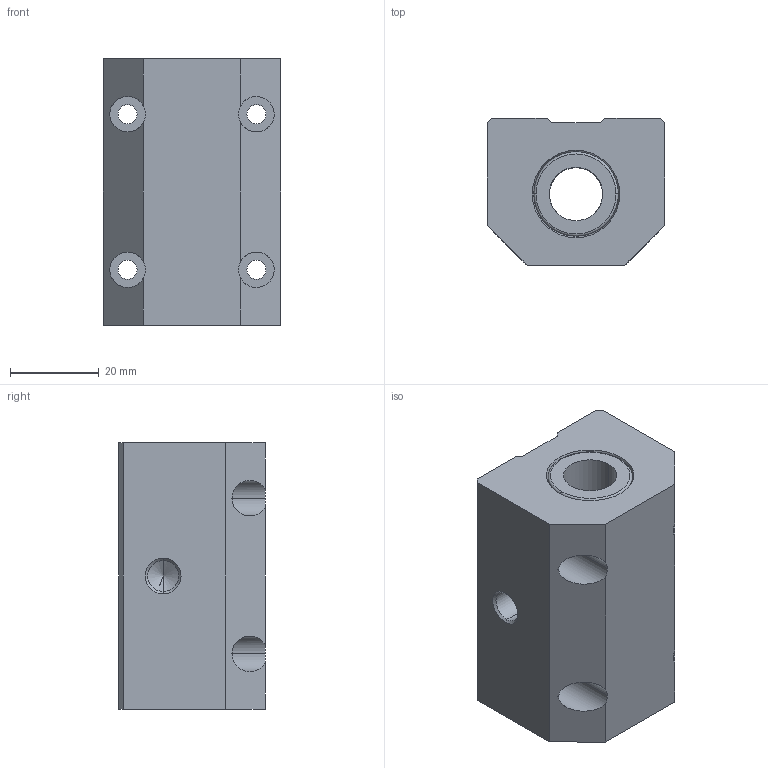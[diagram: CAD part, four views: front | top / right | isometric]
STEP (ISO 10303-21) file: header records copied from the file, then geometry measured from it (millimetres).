
FILE_DESCRIPTION (( 'STEP AP203' ), '1' );
FILE_NAME ('EGTC12.STEP', '2013-11-22T09:20:55', ( 'admin' ), ( '' ), 'SwSTEP 2.0', 'SolidWorks 2013', '' );
FILE_SCHEMA (( 'CONFIG_CONTROL_DESIGN' ));
Length unit declared in the file: millimetre
Products named in the file (3): EGTC12; ETGC12_GEH; KH12
Assembly tree (3 placements, depth 2):
  EGTC12
    ETGC12_GEH
    KH12  x2
Bounding box: 40 x 33 x 60 mm (x, y, z)
Volume: 62035.7 mm3; surface area: 21830.1 mm2
Topology: 3 solids, 3 shells, 74 faces, 180 edges, 111 vertices
Faces by surface type: cylinder 28, plane 22, cone 16, torus 8
Entity records: 2261 total; most frequent: DIRECTION 360, CARTESIAN_POINT 351, ORIENTED_EDGE 316, EDGE_CURVE 158, AXIS2_PLACEMENT_3D 140, VERTEX_POINT 99, VECTOR 80, LINE 80
